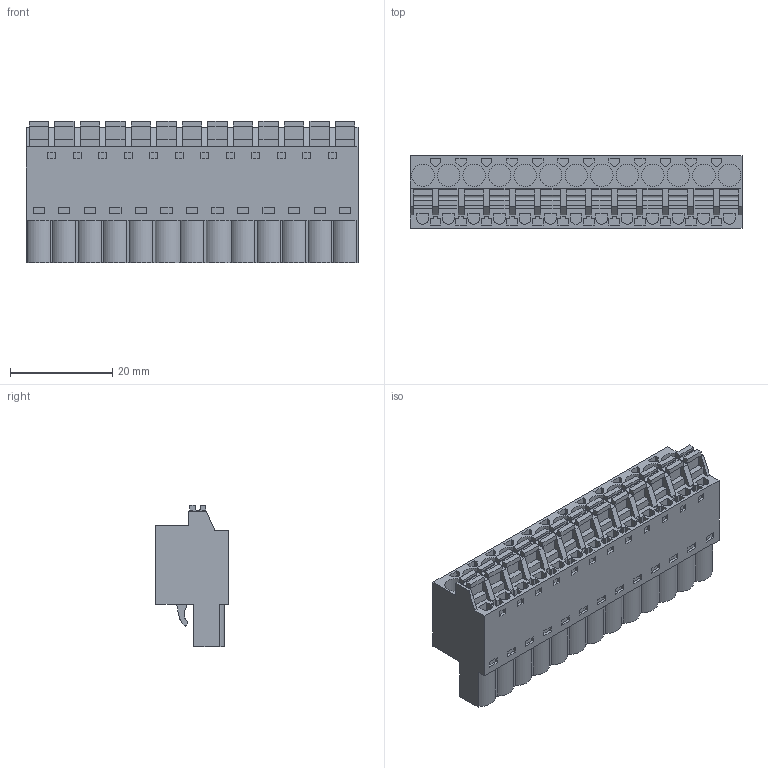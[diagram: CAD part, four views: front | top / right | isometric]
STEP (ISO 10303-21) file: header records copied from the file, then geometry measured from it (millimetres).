
FILE_DESCRIPTION(('CATIA V5 STEP Exchange','CAx-IF Rec.Pracs.--- Model Styling and Organization---1.2---2011-12-15'),'2;1');
FILE_NAME ('D1446774_0_1017990000_1017990000.stp','2017-04-27T12:36:54+00:00',('none'),('Weidmueller'),'CATIA Version 5-6 Release 2014','CATIA V5 STEP AP214','none');
FILE_SCHEMA(('AUTOMOTIVE_DESIGN { 1 0 10303 214 1 1 1 1 }'));
Length unit declared in the file: millimetre
Products named in the file (1): 1017990000
Bounding box: 65 x 14.2 x 27.73 mm (x, y, z)
Volume: 16293.5 mm3; surface area: 8710.1 mm2
Topology: 14 solids, 14 shells, 1081 faces, 3152 edges, 2202 vertices
Faces by surface type: plane 982, cylinder 95, extrusion 4
Entity records: 34736 total; most frequent: ORIENTED_EDGE 6304, CARTESIAN_POINT 6206, DIRECTION 4526, EDGE_CURVE 3152, VECTOR 2933, LINE 2929, VERTEX_POINT 2202, EDGE_LOOP 1208
